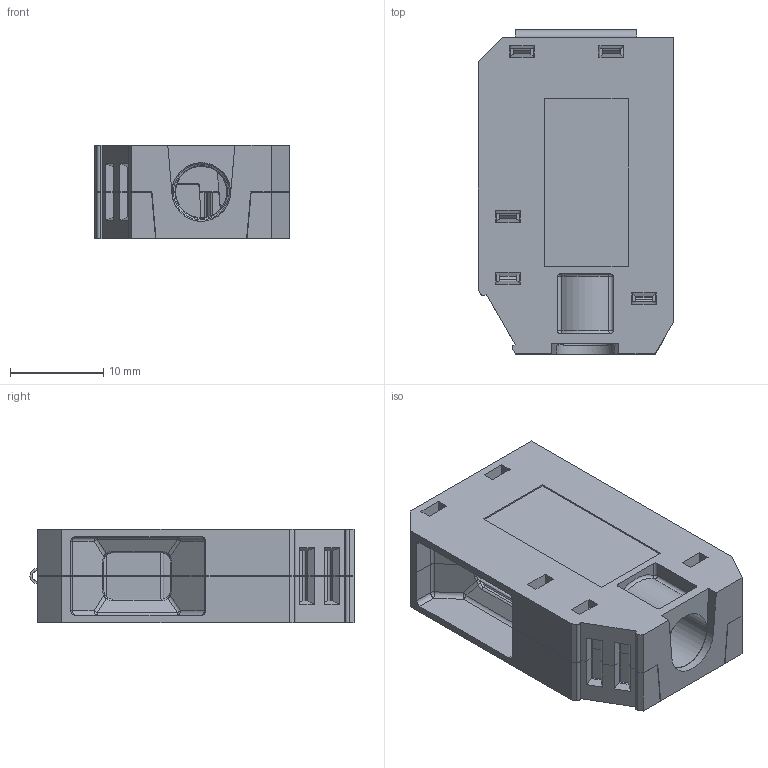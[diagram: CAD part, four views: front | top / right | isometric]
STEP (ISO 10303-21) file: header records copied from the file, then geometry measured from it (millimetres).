
FILE_DESCRIPTION(/* description */ (''),/* implementation_level */ '2;1');
FILE_NAME(/* name */ '1125.2_MAG150_240_iso.stp',/* time_stamp */ '2012-01-25T14:35:40+01:00',/* author */ (''),/* organization */ (''),/* preprocessor_version */ 'ST-DEVELOPER v11',/* originating_system */ 'SIEMENS UGS NX 6.0',/* authorisation */ '');
FILE_SCHEMA (('CONFIG_CONTROL_DESIGN'));
Length unit declared in the file: millimetre
Products named in the file (1): 1121.2_MAG50_iso
Bounding box: 21 x 34.8 x 10 mm (x, y, z)
Volume: 2801.1 mm3; surface area: 5878.8 mm2
Topology: 2 solids, 2 shells, 732 faces, 2107 edges, 1358 vertices
Faces by surface type: plane 436, cylinder 256, sphere 16, bspline 12, torus 10, cone 2
Entity records: 24394 total; most frequent: CARTESIAN_POINT 4860, ORIENTED_EDGE 4166, DIRECTION 4042, EDGE_CURVE 2083, LINE 1506, VECTOR 1506, VERTEX_POINT 1350, AXIS2_PLACEMENT_3D 1268
